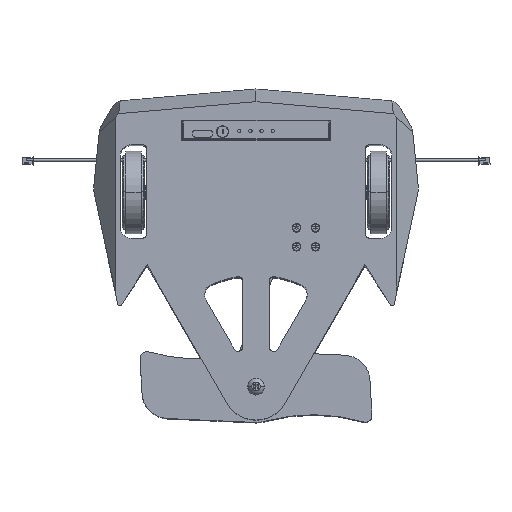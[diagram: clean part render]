
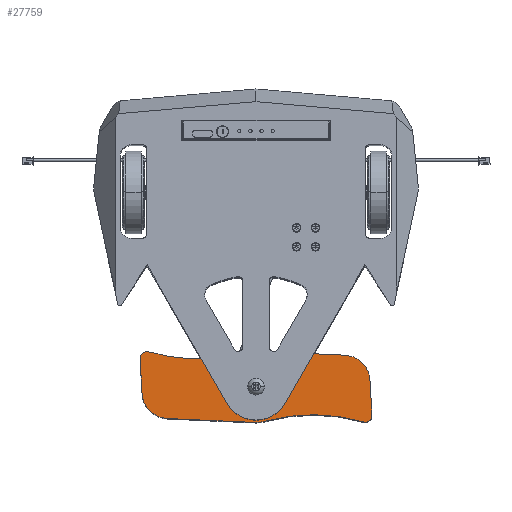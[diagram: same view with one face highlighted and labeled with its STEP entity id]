
A CAD part, front view. The second image highlights one B-rep face of the part: STEP entity #27759.
In plain terms, the highlighted face is planar.
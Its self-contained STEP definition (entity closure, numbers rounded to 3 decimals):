
#27146=CARTESIAN_POINT('',(0.,0.,0.));
#27147=DIRECTION('',(0.,-1.,0.));
#27148=DIRECTION('',(-0.102,0.,-0.995));
#27149=AXIS2_PLACEMENT_3D('',#27146,#27147,#27148);
#27151=DIRECTION('',(0.995,0.,-0.102));
#27152=VECTOR('',#27151,39.03);
#27153=CARTESIAN_POINT('',(-40.458,0.,
-11.937));
#27154=LINE('',#27153,#27152);
#27155=CARTESIAN_POINT('',(-39.235,0.,0.));
#27156=DIRECTION('',(0.,-1.,0.));
#27157=DIRECTION('',(-1.,0.,0.));
#27158=AXIS2_PLACEMENT_3D('',#27155,#27156,#27157);
#27160=CARTESIAN_POINT('',(-48.235,0.,
15.624));
#27161=DIRECTION('',(0.,-1.,0.));
#27162=DIRECTION('',(0.336,0.,0.942));
#27163=AXIS2_PLACEMENT_3D('',#27160,#27161,#27162);
#27165=CARTESIAN_POINT('',(-20.382,0.,93.811));
#27166=DIRECTION('',(0.,1.,0.));
#27167=DIRECTION('',(0.,0.,-1.));
#27168=AXIS2_PLACEMENT_3D('',#27165,#27166,#27167);
#27170=CARTESIAN_POINT('',(-20.382,0.,93.811));
#27171=DIRECTION('',(0.,1.,0.));
#27172=DIRECTION('',(0.212,0.,-0.977));
#27173=AXIS2_PLACEMENT_3D('',#27170,#27171,#27172);
#27175=CARTESIAN_POINT('',(0.,0.,0.));
#27176=DIRECTION('',(0.,1.,0.));
#27177=DIRECTION('',(-0.212,0.,0.977));
#27178=AXIS2_PLACEMENT_3D('',#27175,#27176,#27177);
#27180=DIRECTION('',(-0.995,0.,0.102));
#27181=VECTOR('',#27180,39.03);
#27182=CARTESIAN_POINT('',(40.458,0.,
11.937));
#27183=LINE('',#27182,#27181);
#27184=CARTESIAN_POINT('',(39.235,0.,0.));
#27185=DIRECTION('',(0.,-1.,0.));
#27186=DIRECTION('',(1.,0.,0.));
#27187=AXIS2_PLACEMENT_3D('',#27184,#27185,#27186);
#27189=CARTESIAN_POINT('',(48.235,0.,
-15.624));
#27190=DIRECTION('',(0.,-1.,0.));
#27191=DIRECTION('',(0.,0.,-1.));
#27192=AXIS2_PLACEMENT_3D('',#27189,#27190,#27191);
#27194=CARTESIAN_POINT('',(48.235,0.,-15.624));
#27195=DIRECTION('',(0.,-1.,0.));
#27196=DIRECTION('',(-0.336,0.,-0.942));
#27197=AXIS2_PLACEMENT_3D('',#27194,#27195,#27196);
#27199=CARTESIAN_POINT('',(20.382,0.,-93.811));
#27200=DIRECTION('',(0.,1.,0.));
#27201=DIRECTION('',(-0.212,0.,0.977));
#27202=AXIS2_PLACEMENT_3D('',#27199,#27200,#27201);
#27204=CARTESIAN_POINT('',(0.,0.,0.));
#27205=DIRECTION('',(0.,-1.,0.));
#27206=DIRECTION('',(0.,0.,-1.));
#27207=AXIS2_PLACEMENT_3D('',#27204,#27205,#27206);
#27209=CARTESIAN_POINT('',(0.,0.,0.));
#27210=DIRECTION('',(0.,-1.,0.));
#27211=DIRECTION('',(0.,0.,-1.));
#27212=AXIS2_PLACEMENT_3D('',#27209,#27210,#27211);
#27214=CARTESIAN_POINT('',(0.,0.,0.));
#27215=DIRECTION('',(0.,-1.,0.));
#27216=DIRECTION('',(0.,0.,1.));
#27217=AXIS2_PLACEMENT_3D('',#27214,#27215,#27216);
#27324=DIRECTION('',(0.,0.,-1.));
#27325=VECTOR('',#27324,15.624);
#27326=CARTESIAN_POINT('',(51.235,0.,
0.));
#27327=LINE('',#27326,#27325);
#27356=DIRECTION('',(0.,0.,1.));
#27357=VECTOR('',#27356,15.624);
#27358=CARTESIAN_POINT('',(-51.235,0.,
0.));
#27359=LINE('',#27358,#27357);
#27450=CARTESIAN_POINT('',(3.397,0.,-15.635));
#27451=CARTESIAN_POINT('',(47.228,0.,-18.45));
#27452=VERTEX_POINT('',#27450);
#27453=VERTEX_POINT('',#27451);
#27457=CARTESIAN_POINT('',(51.235,0.,
-15.624));
#27459=VERTEX_POINT('',#27457);
#27470=CARTESIAN_POINT('',(48.235,0.,
-18.624));
#27472=VERTEX_POINT('',#27470);
#27475=CARTESIAN_POINT('',(-51.235,0.,
15.624));
#27477=VERTEX_POINT('',#27475);
#27490=CARTESIAN_POINT('',(-51.235,0.,
0.));
#27491=CARTESIAN_POINT('',(-40.458,0.,
-11.937));
#27492=VERTEX_POINT('',#27490);
#27493=VERTEX_POINT('',#27491);
#27494=CARTESIAN_POINT('',(-47.228,0.,
18.45));
#27496=VERTEX_POINT('',#27494);
#27500=CARTESIAN_POINT('',(-1.631,0.,-15.917));
#27501=VERTEX_POINT('',#27500);
#27502=CARTESIAN_POINT('',(0.,0.,-16.));
#27503=VERTEX_POINT('',#27502);
#27506=CARTESIAN_POINT('',(1.631,0.,15.917));
#27507=VERTEX_POINT('',#27506);
#27508=CARTESIAN_POINT('',(40.458,0.,
11.937));
#27509=VERTEX_POINT('',#27508);
#27518=CARTESIAN_POINT('',(51.235,0.,
0.));
#27519=VERTEX_POINT('',#27518);
#27522=CARTESIAN_POINT('',(-3.397,0.,15.635));
#27523=CARTESIAN_POINT('',(-20.382,0.,13.811));
#27524=VERTEX_POINT('',#27522);
#27525=VERTEX_POINT('',#27523);
#27540=CARTESIAN_POINT('',(0.,0.,-5.45));
#27541=CARTESIAN_POINT('',(0.,0.,5.45));
#27542=VERTEX_POINT('',#27540);
#27543=VERTEX_POINT('',#27541);
#27718=CARTESIAN_POINT('',(13.207,0.,-7.625));
#27719=DIRECTION('',(0.,1.,0.));
#27720=DIRECTION('',(0.,0.,1.));
#27721=AXIS2_PLACEMENT_3D('',#27718,#27719,#27720);
#27722=PLANE('',#27721);
#27724=ORIENTED_EDGE('',*,*,#27723,.F.);
#27726=ORIENTED_EDGE('',*,*,#27725,.F.);
#27728=ORIENTED_EDGE('',*,*,#27727,.F.);
#27730=ORIENTED_EDGE('',*,*,#27729,.T.);
#27732=ORIENTED_EDGE('',*,*,#27731,.F.);
#27734=ORIENTED_EDGE('',*,*,#27733,.F.);
#27736=ORIENTED_EDGE('',*,*,#27735,.F.);
#27738=ORIENTED_EDGE('',*,*,#27737,.T.);
#27740=ORIENTED_EDGE('',*,*,#27739,.F.);
#27742=ORIENTED_EDGE('',*,*,#27741,.F.);
#27744=ORIENTED_EDGE('',*,*,#27743,.T.);
#27746=ORIENTED_EDGE('',*,*,#27745,.F.);
#27748=ORIENTED_EDGE('',*,*,#27747,.F.);
#27750=ORIENTED_EDGE('',*,*,#27749,.F.);
#27752=ORIENTED_EDGE('',*,*,#27751,.F.);
#27753=EDGE_LOOP('',(#27724,#27726,#27728,#27730,#27732,#27734,#27736,#27738,
#27740,#27742,#27744,#27746,#27748,#27750,#27752));
#27754=FACE_OUTER_BOUND('',#27753,.F.);
#27755=ORIENTED_EDGE('',*,*,#27698,.T.);
#27756=ORIENTED_EDGE('',*,*,#27712,.T.);
#27757=EDGE_LOOP('',(#27755,#27756));
#27758=FACE_BOUND('',#27757,.F.);
#27150=CIRCLE('',#27149,16.);
#27159=CIRCLE('',#27158,12.);
#27164=CIRCLE('',#27163,3.);
#27169=CIRCLE('',#27168,80.);
#27174=CIRCLE('',#27173,80.);
#27179=CIRCLE('',#27178,16.);
#27188=CIRCLE('',#27187,12.);
#27193=CIRCLE('',#27192,3.);
#27198=CIRCLE('',#27197,3.);
#27203=CIRCLE('',#27202,80.);
#27208=CIRCLE('',#27207,16.);
#27213=CIRCLE('',#27212,5.45);
#27218=CIRCLE('',#27217,5.45);
#27698=EDGE_CURVE('',#27542,#27543,#27213,.T.);
#27712=EDGE_CURVE('',#27543,#27542,#27218,.T.);
#27723=EDGE_CURVE('',#27501,#27503,#27150,.T.);
#27725=EDGE_CURVE('',#27493,#27501,#27154,.T.);
#27727=EDGE_CURVE('',#27492,#27493,#27159,.T.);
#27729=EDGE_CURVE('',#27492,#27477,#27359,.T.);
#27731=EDGE_CURVE('',#27496,#27477,#27164,.T.);
#27733=EDGE_CURVE('',#27525,#27496,#27169,.T.);
#27735=EDGE_CURVE('',#27524,#27525,#27174,.T.);
#27737=EDGE_CURVE('',#27524,#27507,#27179,.T.);
#27739=EDGE_CURVE('',#27509,#27507,#27183,.T.);
#27741=EDGE_CURVE('',#27519,#27509,#27188,.T.);
#27743=EDGE_CURVE('',#27519,#27459,#27327,.T.);
#27745=EDGE_CURVE('',#27472,#27459,#27193,.T.);
#27747=EDGE_CURVE('',#27453,#27472,#27198,.T.);
#27749=EDGE_CURVE('',#27452,#27453,#27203,.T.);
#27751=EDGE_CURVE('',#27503,#27452,#27208,.T.);
#27759=ADVANCED_FACE('',(#27754,#27758),#27722,.F.);
